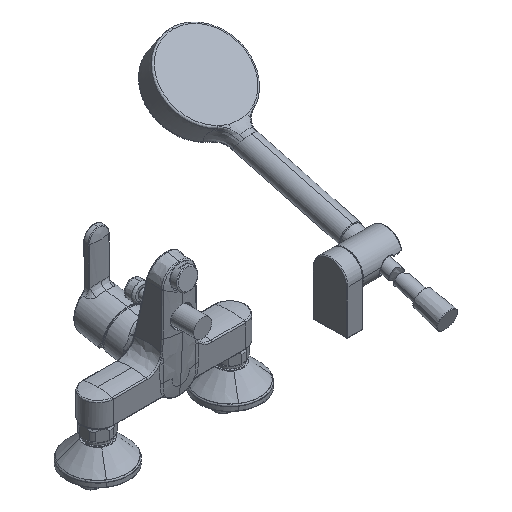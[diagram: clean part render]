
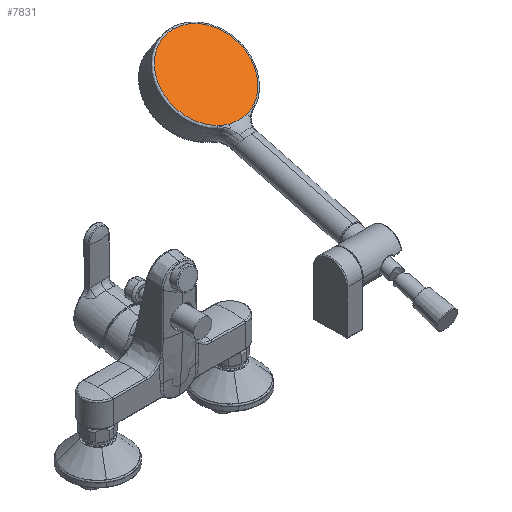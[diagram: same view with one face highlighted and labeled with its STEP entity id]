
A CAD part, isometric view. The second image highlights one B-rep face of the part: STEP entity #7831.
In plain terms, the highlighted planar face has unit normal (0.003, -0.574, 0.819).
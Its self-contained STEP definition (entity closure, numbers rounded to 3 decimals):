
#456 = CARTESIAN_POINT ( 'NONE',  ( 281.798, 193.147, 135.129 ) ) ;
#602 = ORIENTED_EDGE ( 'NONE', *, *, #39874, .F. ) ;
#1090 = CARTESIAN_POINT ( 'NONE',  ( 244.358, 151.568, 106.146 ) ) ;
#1511 = CARTESIAN_POINT ( 'NONE',  ( 236.341, 225.504, 157.945 ) ) ;
#2244 = B_SPLINE_CURVE_WITH_KNOTS ( 'NONE', 3,
 ( #25898, #19767, #16282, #9263, #22686, #32756, #39616, #19623, #16425, #39761, #15990, #36133, #23119, #39472, #19484, #22825, #2851, #22978, #26481, #6509, #29830, #33193, #7225, #1090, #24440 ),
 .UNSPECIFIED., .F., .F.,
 ( 4, 1, 1, 1, 1, 1, 1, 2, 2, 1, 1, 1, 1, 1, 1, 1, 2, 2, 4 ),
 ( 0., 0.25, 0.375, 0.437, 0.469, 0.484, 0.492, 0.496, 0.5, 0.625, 0.687, 0.719, 0.734, 0.742, 0.746, 0.748, 0.749, 0.75, 1. ),
 .UNSPECIFIED. ) ;
#2804 = CARTESIAN_POINT ( 'NONE',  ( 257.061, 155.108, 108.58 ) ) ;
#2851 = CARTESIAN_POINT ( 'NONE',  ( 241.207, 151.192, 105.894 ) ) ;
#3242 = B_SPLINE_CURVE_WITH_KNOTS ( 'NONE', 3,
 ( #5312, #15513, #25281, #8792, #41634, #11699, #1511 ),
 .UNSPECIFIED., .F., .F.,
 ( 4, 1, 1, 1, 4 ),
 ( 0.25, 0.313, 0.375, 0.437, 0.5 ),
 .UNSPECIFIED. ) ;
#3481 = CARTESIAN_POINT ( 'NONE',  ( 226.013, 151.912, 106.451 ) ) ;
#3539 = CARTESIAN_POINT ( 'NONE',  ( 236.341, 225.504, 157.945 ) ) ;
#5035 = CARTESIAN_POINT ( 'NONE',  ( 190.789, 183.319, 128.566 ) ) ;
#5272 = AXIS2_PLACEMENT_3D ( 'NONE', #10588, #7394, #10154 ) ;
#5312 = CARTESIAN_POINT ( 'NONE',  ( 190.795, 188.197, 131.982 ) ) ;
#5513 = CARTESIAN_POINT ( 'NONE',  ( 215.441, 155.075, 108.703 ) ) ;
#6344 = EDGE_CURVE ( 'NONE', #13023, #7792, #38183, .T. ) ;
#6509 = CARTESIAN_POINT ( 'NONE',  ( 241.369, 151.207, 105.904 ) ) ;
#6734 = EDGE_CURVE ( 'NONE', #13023, #10955, #26674, .T. ) ;
#7225 = CARTESIAN_POINT ( 'NONE',  ( 242.663, 151.328, 105.984 ) ) ;
#7394 = DIRECTION ( 'NONE',  ( -0.003, 0.574, -0.819 ) ) ;
#7792 = VERTEX_POINT ( 'NONE', #3481 ) ;
#7831 = ADVANCED_FACE ( 'NONE', ( #22511 ), #26804, .F. ) ;
#8792 = CARTESIAN_POINT ( 'NONE',  ( 203.318, 215.247, 150.879 ) ) ;
#8880 = CARTESIAN_POINT ( 'NONE',  ( 281.785, 183.391, 128.298 ) ) ;
#9179 = CARTESIAN_POINT ( 'NONE',  ( 279.404, 173.633, 121.474 ) ) ;
#9263 = CARTESIAN_POINT ( 'NONE',  ( 233.386, 151.03, 105.808 ) ) ;
#10012 = EDGE_LOOP ( 'NONE', ( #602, #28014, #34795, #20106, #28126, #27607, #28026 ) ) ;
#10154 = DIRECTION ( 'NONE',  ( 0.001, 0.819, 0.574 ) ) ;
#10588 = CARTESIAN_POINT ( 'NONE',  ( 236.099, 35.599, 24.973 ) ) ;
#10955 = VERTEX_POINT ( 'NONE', #31499 ) ;
#11699 = CARTESIAN_POINT ( 'NONE',  ( 230.386, 225.499, 157.962 ) ) ;
#13023 = VERTEX_POINT ( 'NONE', #42212 ) ;
#14272 = B_SPLINE_CURVE_WITH_KNOTS ( 'NONE', 3,
 ( #25956, #8880, #9179, #32516, #42138, #32220 ),
 .UNSPECIFIED., .F., .F.,
 ( 4, 1, 1, 4 ),
 ( 0.75, 0.812, 0.875, 0.924 ),
 .UNSPECIFIED. ) ;
#15426 = CARTESIAN_POINT ( 'NONE',  ( 222.319, 152.607, 106.951 ) ) ;
#15513 = CARTESIAN_POINT ( 'NONE',  ( 190.801, 193.075, 135.398 ) ) ;
#15990 = CARTESIAN_POINT ( 'NONE',  ( 236.219, 150.962, 105.75 ) ) ;
#16282 = CARTESIAN_POINT ( 'NONE',  ( 230.443, 151.237, 105.963 ) ) ;
#16425 = CARTESIAN_POINT ( 'NONE',  ( 236.144, 150.962, 105.751 ) ) ;
#18214 = B_SPLINE_CURVE_WITH_KNOTS ( 'NONE', 3,
 ( #39155, #39441, #29497, #36248 ),
 .UNSPECIFIED., .F., .F.,
 ( 4, 4 ),
 ( 0., 1. ),
 .UNSPECIFIED. ) ;
#19479 = CARTESIAN_POINT ( 'NONE',  ( 190.795, 188.197, 131.982 ) ) ;
#19484 = CARTESIAN_POINT ( 'NONE',  ( 240.639, 151.142, 105.861 ) ) ;
#19561 = EDGE_CURVE ( 'NONE', #7792, #35009, #2244, .T. ) ;
#19623 = CARTESIAN_POINT ( 'NONE',  ( 236.069, 150.962, 105.751 ) ) ;
#19767 = CARTESIAN_POINT ( 'NONE',  ( 227.813, 151.594, 106.222 ) ) ;
#20106 = ORIENTED_EDGE ( 'NONE', *, *, #19561, .T. ) ;
#21654 = CARTESIAN_POINT ( 'NONE',  ( 215.441, 155.075, 108.703 ) ) ;
#22511 = FACE_OUTER_BOUND ( 'NONE', #10012, .T. ) ;
#22686 = CARTESIAN_POINT ( 'NONE',  ( 234.826, 150.979, 105.767 ) ) ;
#22825 = CARTESIAN_POINT ( 'NONE',  ( 241.017, 151.175, 105.882 ) ) ;
#22978 = CARTESIAN_POINT ( 'NONE',  ( 241.301, 151.2, 105.899 ) ) ;
#23119 = CARTESIAN_POINT ( 'NONE',  ( 238.377, 150.994, 105.765 ) ) ;
#23503 = VERTEX_POINT ( 'NONE', #26196 ) ;
#23516 = CARTESIAN_POINT ( 'NONE',  ( 242.296, 225.508, 157.927 ) ) ;
#24440 = CARTESIAN_POINT ( 'NONE',  ( 246.481, 151.928, 106.391 ) ) ;
#25204 = B_SPLINE_CURVE_WITH_KNOTS ( 'NONE', 3,
 ( #3539, #23516, #30363, #30215, #40573, #456, #33728 ),
 .UNSPECIFIED., .F., .F.,
 ( 4, 1, 1, 1, 4 ),
 ( 0.5, 0.563, 0.625, 0.687, 0.75 ),
 .UNSPECIFIED. ) ;
#25281 = CARTESIAN_POINT ( 'NONE',  ( 193.183, 202.833, 142.222 ) ) ;
#25298 = CARTESIAN_POINT ( 'NONE',  ( 211.259, 156.837, 109.951 ) ) ;
#25601 = CARTESIAN_POINT ( 'NONE',  ( 202.543, 162.034, 113.621 ) ) ;
#25898 = CARTESIAN_POINT ( 'NONE',  ( 226.013, 151.912, 106.451 ) ) ;
#25956 = CARTESIAN_POINT ( 'NONE',  ( 281.792, 188.269, 131.713 ) ) ;
#26196 = CARTESIAN_POINT ( 'NONE',  ( 281.792, 188.269, 131.713 ) ) ;
#26481 = CARTESIAN_POINT ( 'NONE',  ( 241.349, 151.205, 105.902 ) ) ;
#26674 = B_SPLINE_CURVE_WITH_KNOTS ( 'NONE', 3,
 ( #21654, #25298, #25601, #34958, #5035, #19479 ),
 .UNSPECIFIED., .F., .F.,
 ( 4, 1, 1, 4 ),
 ( 0.076, 0.125, 0.188, 0.25 ),
 .UNSPECIFIED. ) ;
#26804 = PLANE ( 'NONE',  #5272 ) ;
#27607 = ORIENTED_EDGE ( 'NONE', *, *, #31495, .F. ) ;
#27997 = VERTEX_POINT ( 'NONE', #2804 ) ;
#28014 = ORIENTED_EDGE ( 'NONE', *, *, #6734, .F. ) ;
#28026 = ORIENTED_EDGE ( 'NONE', *, *, #31148, .F. ) ;
#28126 = ORIENTED_EDGE ( 'NONE', *, *, #38812, .T. ) ;
#28574 = VERTEX_POINT ( 'NONE', #38305 ) ;
#29497 = CARTESIAN_POINT ( 'NONE',  ( 253.713, 153.693, 107.601 ) ) ;
#29830 = CARTESIAN_POINT ( 'NONE',  ( 241.383, 151.208, 105.904 ) ) ;
#30215 = CARTESIAN_POINT ( 'NONE',  ( 269.338, 215.3, 150.684 ) ) ;
#30363 = CARTESIAN_POINT ( 'NONE',  ( 254.203, 223.577, 156.533 ) ) ;
#31148 = EDGE_CURVE ( 'NONE', #28574, #23503, #25204, .T. ) ;
#31495 = EDGE_CURVE ( 'NONE', #23503, #27997, #14272, .T. ) ;
#31499 = CARTESIAN_POINT ( 'NONE',  ( 190.795, 188.197, 131.982 ) ) ;
#32220 = CARTESIAN_POINT ( 'NONE',  ( 257.061, 155.108, 108.58 ) ) ;
#32516 = CARTESIAN_POINT ( 'NONE',  ( 269.977, 162.087, 113.422 ) ) ;
#32756 = CARTESIAN_POINT ( 'NONE',  ( 235.538, 150.966, 105.756 ) ) ;
#33193 = CARTESIAN_POINT ( 'NONE',  ( 241.391, 151.209, 105.905 ) ) ;
#33728 = CARTESIAN_POINT ( 'NONE',  ( 281.792, 188.269, 131.713 ) ) ;
#34795 = ORIENTED_EDGE ( 'NONE', *, *, #6344, .T. ) ;
#34958 = CARTESIAN_POINT ( 'NONE',  ( 193.145, 173.565, 121.728 ) ) ;
#35009 = VERTEX_POINT ( 'NONE', #37570 ) ;
#35428 = CARTESIAN_POINT ( 'NONE',  ( 218.795, 153.662, 107.702 ) ) ;
#36133 = CARTESIAN_POINT ( 'NONE',  ( 237.095, 150.963, 105.748 ) ) ;
#36248 = CARTESIAN_POINT ( 'NONE',  ( 257.061, 155.108, 108.58 ) ) ;
#37570 = CARTESIAN_POINT ( 'NONE',  ( 246.481, 151.928, 106.391 ) ) ;
#38183 = B_SPLINE_CURVE_WITH_KNOTS ( 'NONE', 3,
 ( #5513, #35428, #15426, #38210 ),
 .UNSPECIFIED., .F., .F.,
 ( 4, 4 ),
 ( 0., 1. ),
 .UNSPECIFIED. ) ;
#38210 = CARTESIAN_POINT ( 'NONE',  ( 226.013, 151.912, 106.451 ) ) ;
#38305 = CARTESIAN_POINT ( 'NONE',  ( 236.341, 225.504, 157.945 ) ) ;
#38812 = EDGE_CURVE ( 'NONE', #35009, #27997, #18214, .T. ) ;
#39155 = CARTESIAN_POINT ( 'NONE',  ( 246.481, 151.928, 106.391 ) ) ;
#39441 = CARTESIAN_POINT ( 'NONE',  ( 250.186, 152.633, 106.872 ) ) ;
#39472 = CARTESIAN_POINT ( 'NONE',  ( 239.883, 151.084, 105.823 ) ) ;
#39616 = CARTESIAN_POINT ( 'NONE',  ( 235.892, 150.963, 105.752 ) ) ;
#39761 = CARTESIAN_POINT ( 'NONE',  ( 236.195, 150.962, 105.751 ) ) ;
#39874 = EDGE_CURVE ( 'NONE', #10955, #28574, #3242, .T. ) ;
#40573 = CARTESIAN_POINT ( 'NONE',  ( 279.441, 202.901, 141.967 ) ) ;
#41634 = CARTESIAN_POINT ( 'NONE',  ( 218.474, 223.549, 156.639 ) ) ;
#42138 = CARTESIAN_POINT ( 'NONE',  ( 261.248, 156.876, 109.804 ) ) ;
#42212 = CARTESIAN_POINT ( 'NONE',  ( 215.441, 155.075, 108.703 ) ) ;
